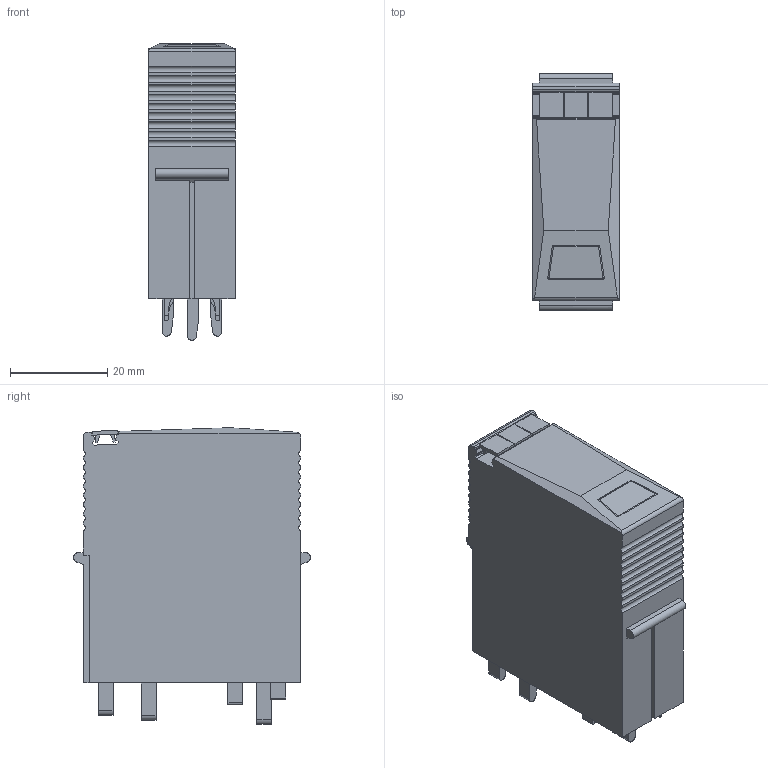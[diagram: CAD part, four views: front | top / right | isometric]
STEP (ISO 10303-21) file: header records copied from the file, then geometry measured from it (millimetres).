
FILE_DESCRIPTION(('CATIA V5R24 STEP','CAx-IF Rec.Pracs.--- Model Styling and Organization---1.2---2011-12-15'),'2;1');
FILE_NAME ('9820357_3', '2017-08-21T11:24:41+00:00', ('Weidmueller Interface'), ('Weidmueller'), 'CATIA Version 5-6 Release 2014 SP4', 'CATIA V5 STEP AP214', 'none');
FILE_SCHEMA(('AUTOMOTIVE_DESIGN { 1 0 10303 214 1 1 1 1 }'));
Length unit declared in the file: millimetre
Products named in the file (1): 8924610000
Bounding box: 17.75 x 48.7 x 61 mm (x, y, z)
Volume: 39289.1 mm3; surface area: 16202 mm2
Topology: 11 solids, 11 shells, 322 faces, 915 edges, 633 vertices
Faces by surface type: plane 264, cylinder 54, torus 4
Entity records: 10396 total; most frequent: CARTESIAN_POINT 1881, ORIENTED_EDGE 1830, DIRECTION 1398, EDGE_CURVE 915, VECTOR 724, LINE 724, VERTEX_POINT 633, AXIS2_PLACEMENT_3D 428
